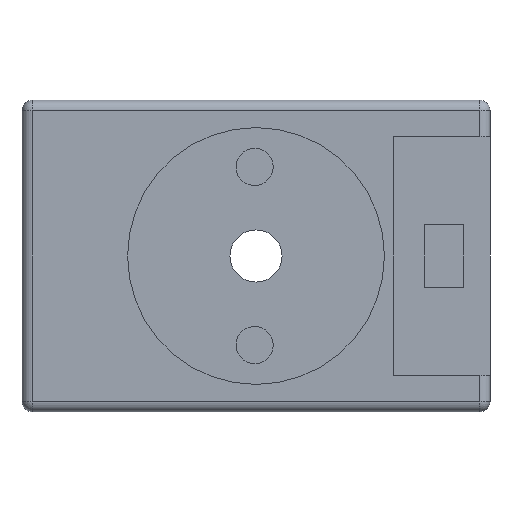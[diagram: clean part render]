
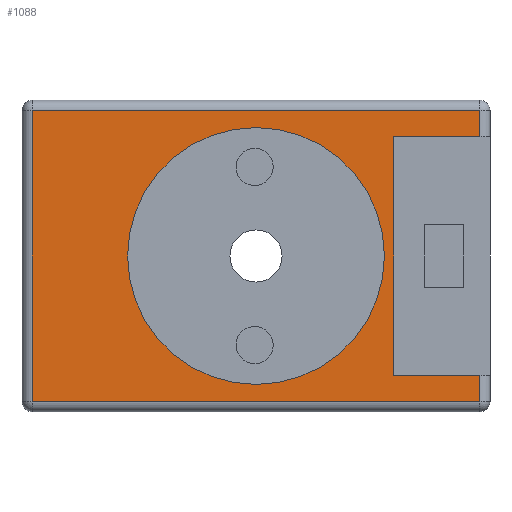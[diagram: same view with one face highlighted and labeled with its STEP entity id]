
A CAD part, front view. The second image highlights one B-rep face of the part: STEP entity #1088.
In plain terms, the highlighted planar face has unit normal (0, -1, 0).
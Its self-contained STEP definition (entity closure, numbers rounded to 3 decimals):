
#35=FACE_BOUND('',#201,.T.);
#66=PLANE('',#1213);
#128=FACE_OUTER_BOUND('',#200,.T.);
#200=EDGE_LOOP('',(#985,#986,#987,#988,#989,#990,#991,#992));
#201=EDGE_LOOP('',(#993));
#208=LINE('',#1588,#311);
#210=LINE('',#1605,#313);
#216=LINE('',#1635,#319);
#228=LINE('',#1670,#331);
#231=LINE('',#1677,#334);
#253=LINE('',#1727,#356);
#303=LINE('',#1847,#406);
#305=LINE('',#1851,#408);
#311=VECTOR('',#1263,10.);
#313=VECTOR('',#1283,10.);
#319=VECTOR('',#1319,10.);
#331=VECTOR('',#1361,10.);
#334=VECTOR('',#1368,10.);
#356=VECTOR('',#1408,10.);
#406=VECTOR('',#1530,10.);
#408=VECTOR('',#1536,10.);
#454=CIRCLE('',#1192,9.85);
#468=VERTEX_POINT('',#1581);
#470=VERTEX_POINT('',#1586);
#476=VERTEX_POINT('',#1601);
#479=VERTEX_POINT('',#1611);
#483=VERTEX_POINT('',#1628);
#494=VERTEX_POINT('',#1673);
#514=VERTEX_POINT('',#1725);
#533=VERTEX_POINT('',#1786);
#548=VERTEX_POINT('',#1845);
#565=EDGE_CURVE('',#470,#468,#208,.T.);
#573=EDGE_CURVE('',#468,#476,#210,.T.);
#588=EDGE_CURVE('',#483,#479,#216,.T.);
#607=EDGE_CURVE('',#476,#483,#228,.T.);
#611=EDGE_CURVE('',#479,#494,#231,.T.);
#637=EDGE_CURVE('',#470,#514,#253,.T.);
#667=EDGE_CURVE('',#533,#533,#454,.T.);
#695=EDGE_CURVE('',#514,#548,#303,.T.);
#697=EDGE_CURVE('',#548,#494,#305,.T.);
#985=ORIENTED_EDGE('',*,*,#565,.F.);
#986=ORIENTED_EDGE('',*,*,#637,.T.);
#987=ORIENTED_EDGE('',*,*,#695,.T.);
#988=ORIENTED_EDGE('',*,*,#697,.T.);
#989=ORIENTED_EDGE('',*,*,#611,.F.);
#990=ORIENTED_EDGE('',*,*,#588,.F.);
#991=ORIENTED_EDGE('',*,*,#607,.F.);
#992=ORIENTED_EDGE('',*,*,#573,.F.);
#993=ORIENTED_EDGE('',*,*,#667,.T.);
#1088=ADVANCED_FACE('',(#128,#35),#66,.F.);
#1192=AXIS2_PLACEMENT_3D('',#1788,#1467,#1468);
#1213=AXIS2_PLACEMENT_3D('',#1852,#1537,#1538);
#1263=DIRECTION('',(0.,0.,-1.));
#1283=DIRECTION('',(-1.,0.,0.));
#1319=DIRECTION('',(1.,0.,0.));
#1361=DIRECTION('',(0.,0.,1.));
#1368=DIRECTION('',(0.,0.,-1.));
#1408=DIRECTION('',(-1.,0.,0.));
#1467=DIRECTION('center_axis',(0.,1.,0.));
#1468=DIRECTION('ref_axis',(1.,0.,0.));
#1530=DIRECTION('',(0.,0.,1.));
#1536=DIRECTION('',(1.,0.,0.));
#1537=DIRECTION('center_axis',(0.,1.,0.));
#1538=DIRECTION('ref_axis',(1.,0.,0.));
#1581=CARTESIAN_POINT('',(17.15,0.,-11.15));
#1586=CARTESIAN_POINT('',(17.15,0.,-9.15));
#1588=CARTESIAN_POINT('',(17.15,0.,5.975));
#1601=CARTESIAN_POINT('',(-17.15,0.,-11.15));
#1605=CARTESIAN_POINT('',(8.975,0.,-11.15));
#1611=CARTESIAN_POINT('',(17.15,0.,11.15));
#1628=CARTESIAN_POINT('',(-17.15,0.,11.15));
#1635=CARTESIAN_POINT('',(-8.975,0.,11.15));
#1670=CARTESIAN_POINT('',(-17.15,0.,-5.975));
#1673=CARTESIAN_POINT('',(17.15,0.,9.15));
#1677=CARTESIAN_POINT('',(17.15,0.,5.975));
#1725=CARTESIAN_POINT('',(10.55,0.,-9.15));
#1727=CARTESIAN_POINT('',(8.975,0.,-9.15));
#1786=CARTESIAN_POINT('',(-9.85,0.,0.));
#1788=CARTESIAN_POINT('Origin',(0.,0.,0.));
#1845=CARTESIAN_POINT('',(10.55,0.,9.15));
#1847=CARTESIAN_POINT('',(10.55,0.,0.));
#1851=CARTESIAN_POINT('',(8.975,0.,9.15));
#1852=CARTESIAN_POINT('Origin',(0.,0.,0.));
